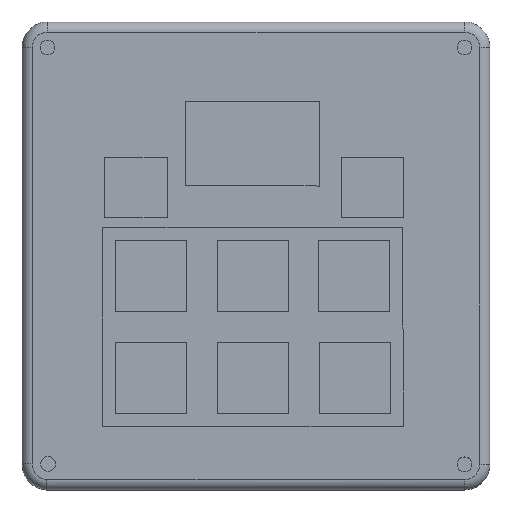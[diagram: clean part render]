
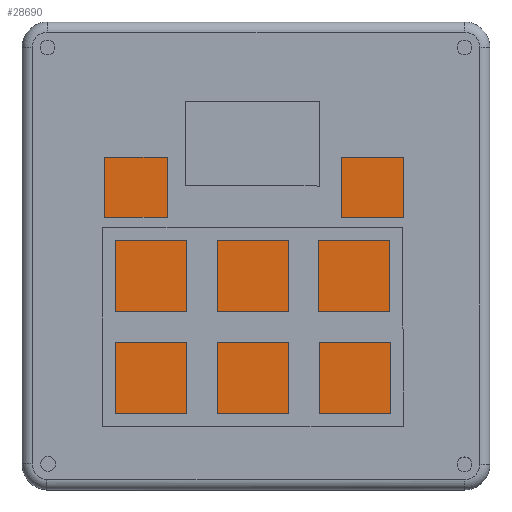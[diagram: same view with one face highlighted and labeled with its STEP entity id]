
A CAD part, top view. The second image highlights one B-rep face of the part: STEP entity #28690.
In plain terms, the highlighted planar face has unit normal (0, 0, 1).
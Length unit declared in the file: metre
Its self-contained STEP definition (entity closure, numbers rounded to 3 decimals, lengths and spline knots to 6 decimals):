
#1177=ORIENTED_EDGE('',*,*,#9833,.F.);
#1178=ORIENTED_EDGE('',*,*,#9837,.T.);
#1179=ORIENTED_EDGE('',*,*,#9840,.T.);
#1180=ORIENTED_EDGE('',*,*,#9842,.F.);
#9833=EDGE_CURVE('',#14168,#14169,#17056,.T.);
#9837=EDGE_CURVE('',#14168,#14171,#17060,.T.);
#9840=EDGE_CURVE('',#14171,#14173,#17063,.T.);
#9842=EDGE_CURVE('',#14169,#14173,#17065,.T.);
#14168=VERTEX_POINT('',#40711);
#14169=VERTEX_POINT('',#40713);
#14171=VERTEX_POINT('',#40719);
#14173=VERTEX_POINT('',#40725);
#17056=LINE('',#40712,#20627);
#17060=LINE('',#40720,#20631);
#17063=LINE('',#40726,#20634);
#17065=LINE('',#40729,#20636);
#20627=VECTOR('',#32558,1.);
#20631=VECTOR('',#32564,1.);
#20634=VECTOR('',#32569,1.);
#20636=VECTOR('',#32573,1.);
#24200=EDGE_LOOP('',(#1177,#1178,#1179,#1180));
#25871=FACE_BOUND('',#24200,.T.);
#27542=PLANE('',#30266);
#28690=ADVANCED_FACE('',(#25871),#27542,.T.);
#30266=AXIS2_PLACEMENT_3D('',#40730,#32574,#32575);
#32558=DIRECTION('',(1.,0.,0.));
#32564=DIRECTION('',(0.,-1.,0.));
#32569=DIRECTION('',(1.,0.,0.));
#32573=DIRECTION('',(0.,-1.,0.));
#32574=DIRECTION('',(0.,0.,1.));
#32575=DIRECTION('',(1.,0.,0.));
#40711=CARTESIAN_POINT('',(-0.000498,0.06741,0.01209));
#40712=CARTESIAN_POINT('',(0.034502,0.06741,0.01209));
#40713=CARTESIAN_POINT('',(0.069502,0.06741,0.01209));
#40719=CARTESIAN_POINT('',(-0.000498,-0.00259,0.01209));
#40720=CARTESIAN_POINT('',(-0.000498,0.03241,0.01209));
#40725=CARTESIAN_POINT('',(0.069502,-0.00259,0.01209));
#40726=CARTESIAN_POINT('',(0.034502,-0.00259,0.01209));
#40729=CARTESIAN_POINT('',(0.069502,0.03241,0.01209));
#40730=CARTESIAN_POINT('',(0.034502,0.03241,0.01209));
